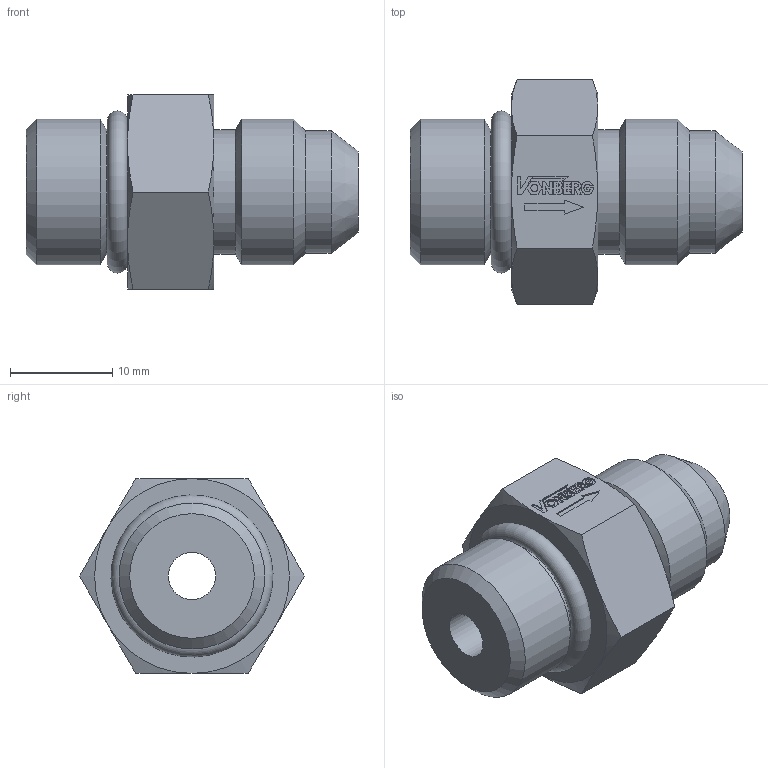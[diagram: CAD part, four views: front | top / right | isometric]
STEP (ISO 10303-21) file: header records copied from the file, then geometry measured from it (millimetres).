
FILE_DESCRIPTION((''),'2;1');
FILE_NAME('1106R.stp','2014-12-29T14:08:49',('jml'),(''),'Autodesk Inventor 2010','Autodesk Inventor 2010','');
FILE_SCHEMA(('AUTOMOTIVE_DESIGN { 1 0 10303 214 1 1 1 1 }'));
Length unit declared in the file: inch
Products named in the file (3): 1106R; 221387; 906 O-RING
Assembly tree (2 placements, depth 2):
  1106R
    221387
    906 O-RING
Bounding box: 32.46 x 22 x 19.05 mm (x, y, z)
Volume: 5485 mm3; surface area: 2907 mm2
Topology: 2 solids, 2 shells, 132 faces, 325 edges, 210 vertices
Faces by surface type: plane 93, cylinder 21, cone 17, torus 1
Full cylindrical faces by diameter (mm): 0.696 x1, 4.623 x1, 11.963 x1, 12.167 x1, 12.294 x1, 14.275 x2
Entity records: 3872 total; most frequent: CARTESIAN_POINT 706, ORIENTED_EDGE 624, DIRECTION 620, EDGE_CURVE 312, VECTOR 230, LINE 230, VERTEX_POINT 209, AXIS2_PLACEMENT_3D 195
